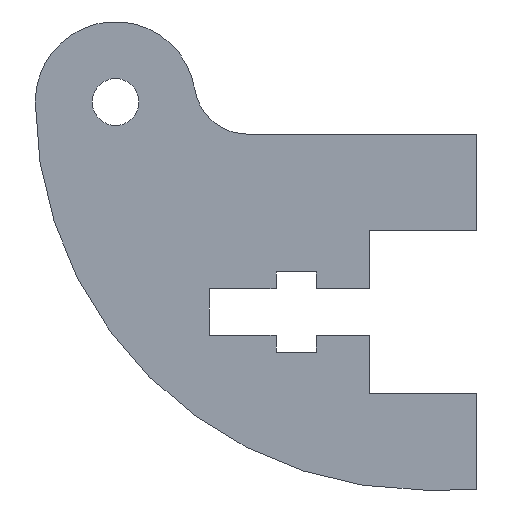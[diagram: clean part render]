
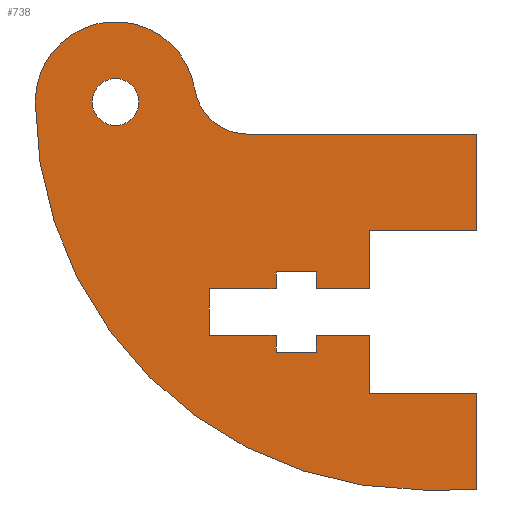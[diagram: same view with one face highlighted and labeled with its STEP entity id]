
A CAD part, left-side view. The second image highlights one B-rep face of the part: STEP entity #738.
In plain terms, the highlighted planar face has unit normal (-1, 0, 0).
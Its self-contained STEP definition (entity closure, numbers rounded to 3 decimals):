
#22 = VERTEX_POINT('',#23);
#23 = CARTESIAN_POINT('',(0.,4.,0.));
#41 = VERTEX_POINT('',#42);
#42 = CARTESIAN_POINT('',(0.,33.,29.));
#48 = EDGE_CURVE('',#22,#41,#49,.T.);
#49 = CIRCLE('',#50,29.);
#50 = AXIS2_PLACEMENT_3D('',#51,#52,#53);
#51 = CARTESIAN_POINT('',(0.,4.,29.));
#52 = DIRECTION('',(1.,0.,0.));
#53 = DIRECTION('',(0.,1.,0.));
#74 = VERTEX_POINT('',#75);
#75 = CARTESIAN_POINT('',(0.,21.077,29.96));
#81 = EDGE_CURVE('',#41,#74,#82,.T.);
#82 = CIRCLE('',#83,6.);
#83 = AXIS2_PLACEMENT_3D('',#84,#85,#86);
#84 = CARTESIAN_POINT('',(0.,27.,29.));
#85 = DIRECTION('',(1.,0.,0.));
#86 = DIRECTION('',(0.,1.,0.));
#97 = VERTEX_POINT('',#98);
#98 = CARTESIAN_POINT('',(0.,17.129,26.6));
#114 = EDGE_CURVE('',#97,#74,#115,.T.);
#115 = CIRCLE('',#116,4.);
#116 = AXIS2_PLACEMENT_3D('',#117,#118,#119);
#117 = CARTESIAN_POINT('',(0.,17.129,30.6));
#118 = DIRECTION('',(1.,0.,0.));
#119 = DIRECTION('',(0.,1.,0.));
#139 = VERTEX_POINT('',#140);
#140 = CARTESIAN_POINT('',(0.,0.,26.6));
#146 = EDGE_CURVE('',#97,#139,#147,.T.);
#147 = LINE('',#148,#149);
#148 = CARTESIAN_POINT('',(0.,17.129,26.6));
#149 = VECTOR('',#150,1.);
#150 = DIRECTION('',(0.,-1.,0.));
#170 = VERTEX_POINT('',#171);
#171 = CARTESIAN_POINT('',(0.,0.,19.4));
#177 = EDGE_CURVE('',#139,#170,#178,.T.);
#178 = LINE('',#179,#180);
#179 = CARTESIAN_POINT('',(0.,0.,26.6));
#180 = VECTOR('',#181,1.);
#181 = DIRECTION('',(0.,0.,-1.));
#201 = VERTEX_POINT('',#202);
#202 = CARTESIAN_POINT('',(0.,8.,19.4));
#208 = EDGE_CURVE('',#170,#201,#209,.T.);
#209 = LINE('',#210,#211);
#210 = CARTESIAN_POINT('',(0.,0.,19.4));
#211 = VECTOR('',#212,1.);
#212 = DIRECTION('',(0.,1.,0.));
#232 = VERTEX_POINT('',#233);
#233 = CARTESIAN_POINT('',(0.,8.,15.05));
#239 = EDGE_CURVE('',#201,#232,#240,.T.);
#240 = LINE('',#241,#242);
#241 = CARTESIAN_POINT('',(0.,8.,19.4));
#242 = VECTOR('',#243,1.);
#243 = DIRECTION('',(0.,0.,-1.));
#263 = VERTEX_POINT('',#264);
#264 = CARTESIAN_POINT('',(0.,12.,15.05));
#270 = EDGE_CURVE('',#232,#263,#271,.T.);
#271 = LINE('',#272,#273);
#272 = CARTESIAN_POINT('',(0.,8.,15.05));
#273 = VECTOR('',#274,1.);
#274 = DIRECTION('',(0.,1.,0.));
#294 = VERTEX_POINT('',#295);
#295 = CARTESIAN_POINT('',(0.,12.,16.3));
#301 = EDGE_CURVE('',#263,#294,#302,.T.);
#302 = LINE('',#303,#304);
#303 = CARTESIAN_POINT('',(0.,12.,15.05));
#304 = VECTOR('',#305,1.);
#305 = DIRECTION('',(0.,0.,1.));
#325 = VERTEX_POINT('',#326);
#326 = CARTESIAN_POINT('',(0.,15.,16.3));
#332 = EDGE_CURVE('',#294,#325,#333,.T.);
#333 = LINE('',#334,#335);
#334 = CARTESIAN_POINT('',(0.,12.,16.3));
#335 = VECTOR('',#336,1.);
#336 = DIRECTION('',(0.,1.,0.));
#356 = VERTEX_POINT('',#357);
#357 = CARTESIAN_POINT('',(0.,15.,15.05));
#363 = EDGE_CURVE('',#325,#356,#364,.T.);
#364 = LINE('',#365,#366);
#365 = CARTESIAN_POINT('',(0.,15.,16.3));
#366 = VECTOR('',#367,1.);
#367 = DIRECTION('',(0.,0.,-1.));
#387 = VERTEX_POINT('',#388);
#388 = CARTESIAN_POINT('',(0.,20.,15.05));
#394 = EDGE_CURVE('',#356,#387,#395,.T.);
#395 = LINE('',#396,#397);
#396 = CARTESIAN_POINT('',(0.,15.,15.05));
#397 = VECTOR('',#398,1.);
#398 = DIRECTION('',(0.,1.,0.));
#418 = VERTEX_POINT('',#419);
#419 = CARTESIAN_POINT('',(0.,20.,11.55));
#425 = EDGE_CURVE('',#387,#418,#426,.T.);
#426 = LINE('',#427,#428);
#427 = CARTESIAN_POINT('',(0.,20.,15.05));
#428 = VECTOR('',#429,1.);
#429 = DIRECTION('',(0.,0.,-1.));
#449 = VERTEX_POINT('',#450);
#450 = CARTESIAN_POINT('',(0.,15.,11.55));
#456 = EDGE_CURVE('',#418,#449,#457,.T.);
#457 = LINE('',#458,#459);
#458 = CARTESIAN_POINT('',(0.,20.,11.55));
#459 = VECTOR('',#460,1.);
#460 = DIRECTION('',(0.,-1.,0.));
#480 = VERTEX_POINT('',#481);
#481 = CARTESIAN_POINT('',(0.,15.,10.3));
#487 = EDGE_CURVE('',#449,#480,#488,.T.);
#488 = LINE('',#489,#490);
#489 = CARTESIAN_POINT('',(0.,15.,11.55));
#490 = VECTOR('',#491,1.);
#491 = DIRECTION('',(0.,0.,-1.));
#511 = VERTEX_POINT('',#512);
#512 = CARTESIAN_POINT('',(0.,12.,10.3));
#518 = EDGE_CURVE('',#480,#511,#519,.T.);
#519 = LINE('',#520,#521);
#520 = CARTESIAN_POINT('',(0.,15.,10.3));
#521 = VECTOR('',#522,1.);
#522 = DIRECTION('',(0.,-1.,0.));
#542 = VERTEX_POINT('',#543);
#543 = CARTESIAN_POINT('',(0.,12.,11.55));
#549 = EDGE_CURVE('',#511,#542,#550,.T.);
#550 = LINE('',#551,#552);
#551 = CARTESIAN_POINT('',(0.,12.,10.3));
#552 = VECTOR('',#553,1.);
#553 = DIRECTION('',(0.,0.,1.));
#573 = VERTEX_POINT('',#574);
#574 = CARTESIAN_POINT('',(0.,8.,11.55));
#580 = EDGE_CURVE('',#542,#573,#581,.T.);
#581 = LINE('',#582,#583);
#582 = CARTESIAN_POINT('',(0.,12.,11.55));
#583 = VECTOR('',#584,1.);
#584 = DIRECTION('',(0.,-1.,0.));
#604 = VERTEX_POINT('',#605);
#605 = CARTESIAN_POINT('',(0.,8.,7.2));
#611 = EDGE_CURVE('',#573,#604,#612,.T.);
#612 = LINE('',#613,#614);
#613 = CARTESIAN_POINT('',(0.,8.,11.55));
#614 = VECTOR('',#615,1.);
#615 = DIRECTION('',(0.,0.,-1.));
#635 = VERTEX_POINT('',#636);
#636 = CARTESIAN_POINT('',(0.,0.,7.2));
#642 = EDGE_CURVE('',#604,#635,#643,.T.);
#643 = LINE('',#644,#645);
#644 = CARTESIAN_POINT('',(0.,8.,7.2));
#645 = VECTOR('',#646,1.);
#646 = DIRECTION('',(0.,-1.,0.));
#666 = VERTEX_POINT('',#667);
#667 = CARTESIAN_POINT('',(0.,0.,0.));
#673 = EDGE_CURVE('',#635,#666,#674,.T.);
#674 = LINE('',#675,#676);
#675 = CARTESIAN_POINT('',(0.,0.,7.2));
#676 = VECTOR('',#677,1.);
#677 = DIRECTION('',(0.,0.,-1.));
#695 = EDGE_CURVE('',#666,#22,#696,.T.);
#696 = LINE('',#697,#698);
#697 = CARTESIAN_POINT('',(0.,0.,0.));
#698 = VECTOR('',#699,1.);
#699 = DIRECTION('',(0.,1.,0.));
#710 = VERTEX_POINT('',#711);
#711 = CARTESIAN_POINT('',(0.,28.75,29.));
#727 = EDGE_CURVE('',#710,#710,#728,.T.);
#728 = CIRCLE('',#729,1.75);
#729 = AXIS2_PLACEMENT_3D('',#730,#731,#732);
#730 = CARTESIAN_POINT('',(0.,27.,29.));
#731 = DIRECTION('',(1.,0.,0.));
#732 = DIRECTION('',(0.,1.,0.));
#738 = ADVANCED_FACE('',(#739,#763),#766,.F.);
#739 = FACE_BOUND('',#740,.F.);
#740 = EDGE_LOOP('',(#741,#742,#743,#744,#745,#746,#747,#748,#749,#750,
    #751,#752,#753,#754,#755,#756,#757,#758,#759,#760,#761,#762));
#741 = ORIENTED_EDGE('',*,*,#48,.T.);
#742 = ORIENTED_EDGE('',*,*,#81,.T.);
#743 = ORIENTED_EDGE('',*,*,#114,.F.);
#744 = ORIENTED_EDGE('',*,*,#146,.T.);
#745 = ORIENTED_EDGE('',*,*,#177,.T.);
#746 = ORIENTED_EDGE('',*,*,#208,.T.);
#747 = ORIENTED_EDGE('',*,*,#239,.T.);
#748 = ORIENTED_EDGE('',*,*,#270,.T.);
#749 = ORIENTED_EDGE('',*,*,#301,.T.);
#750 = ORIENTED_EDGE('',*,*,#332,.T.);
#751 = ORIENTED_EDGE('',*,*,#363,.T.);
#752 = ORIENTED_EDGE('',*,*,#394,.T.);
#753 = ORIENTED_EDGE('',*,*,#425,.T.);
#754 = ORIENTED_EDGE('',*,*,#456,.T.);
#755 = ORIENTED_EDGE('',*,*,#487,.T.);
#756 = ORIENTED_EDGE('',*,*,#518,.T.);
#757 = ORIENTED_EDGE('',*,*,#549,.T.);
#758 = ORIENTED_EDGE('',*,*,#580,.T.);
#759 = ORIENTED_EDGE('',*,*,#611,.T.);
#760 = ORIENTED_EDGE('',*,*,#642,.T.);
#761 = ORIENTED_EDGE('',*,*,#673,.T.);
#762 = ORIENTED_EDGE('',*,*,#695,.T.);
#763 = FACE_BOUND('',#764,.F.);
#764 = EDGE_LOOP('',(#765));
#765 = ORIENTED_EDGE('',*,*,#727,.F.);
#766 = PLANE('',#767);
#767 = AXIS2_PLACEMENT_3D('',#768,#769,#770);
#768 = CARTESIAN_POINT('',(0.,14.525,16.309));
#769 = DIRECTION('',(1.,0.,0.));
#770 = DIRECTION('',(0.,0.,1.));
